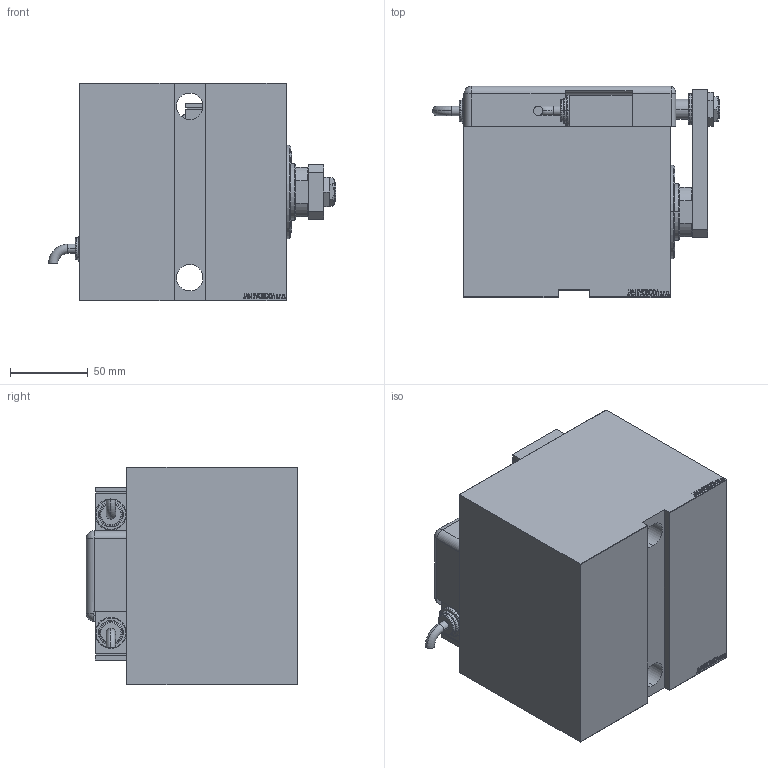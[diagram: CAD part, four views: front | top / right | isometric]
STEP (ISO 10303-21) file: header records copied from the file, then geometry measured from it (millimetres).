
FILE_DESCRIPTION (( 'STEP AP203' ), '1' );
FILE_NAME ('b6a6.STEP', '2024-02-11T17:05:42', ( '' ), ( '' ), 'SwSTEP 2.0', 'SolidWorks 2019', '' );
FILE_SCHEMA (( 'CONFIG_CONTROL_DESIGN' ));
Length unit declared in the file: millimetre
Products named in the file (13): SWITCH Q 79075f5e27007f9fe11af24fd3dbf3af; V450CM_E_Body 79075f5e27007f9fe11af24fd3dbf3af; V450CM_VC_B 79075f5e27007f9fe11af24fd3dbf3af; V450CM_E_VCP 79075f5e27007f9fe11af24fd3dbf3af; ZARAZKA_Q 79075f5e27007f9fe11af24fd3dbf3af; NUT_D13 79075f5e27007f9fe11af24fd3dbf3af; b6a6; TYC 79075f5e27007f9fe11af24fd3dbf3af; SWITCH_Q_FRONT_BACK 79075f5e27007f9fe11af24fd3dbf3af; NUT_D19 79075f5e27007f9fe11af24fd3dbf3af; MAGNETIC SWITCH Q 79075f5e27007f9fe11af24fd3dbf3af; KRYT 79075f5e27007f9fe11af24fd3dbf3af; SWITCH DIM A_G 79075f5e27007f9fe11af24fd3dbf3af
Assembly tree (13 placements, depth 3):
  b6a6
    V450CM_E_Body 79075f5e27007f9fe11af24fd3dbf3af
    V450CM_E_VCP 79075f5e27007f9fe11af24fd3dbf3af
    V450CM_VC_B 79075f5e27007f9fe11af24fd3dbf3af
    MAGNETIC SWITCH Q 79075f5e27007f9fe11af24fd3dbf3af
      SWITCH_Q_FRONT_BACK 79075f5e27007f9fe11af24fd3dbf3af
      TYC 79075f5e27007f9fe11af24fd3dbf3af
      ZARAZKA_Q 79075f5e27007f9fe11af24fd3dbf3af
      SWITCH DIM A_G 79075f5e27007f9fe11af24fd3dbf3af
      NUT_D19 79075f5e27007f9fe11af24fd3dbf3af
      NUT_D13 79075f5e27007f9fe11af24fd3dbf3af
      KRYT 79075f5e27007f9fe11af24fd3dbf3af
      SWITCH Q 79075f5e27007f9fe11af24fd3dbf3af  x2
Bounding box: 184.46 x 135.8 x 140 mm (x, y, z)
Volume: 1985611.9 mm3; surface area: 261817.3 mm2
Topology: 13 solids, 13 shells, 1232 faces, 3130 edges, 2067 vertices
Faces by surface type: plane 616, bspline 471, cylinder 99, cone 22, torus 22, sphere 2
Entity records: 58607 total; most frequent: CARTESIAN_POINT 31375, ORIENTED_EDGE 6064, DIRECTION 3786, EDGE_CURVE 3032, VERTEX_POINT 2007, LINE 1826, VECTOR 1826, EDGE_LOOP 1355
